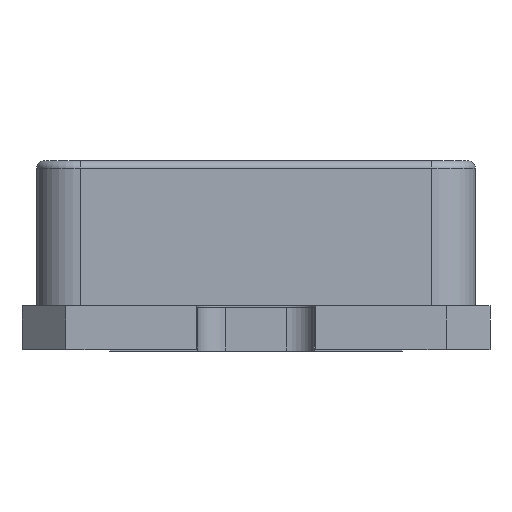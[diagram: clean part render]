
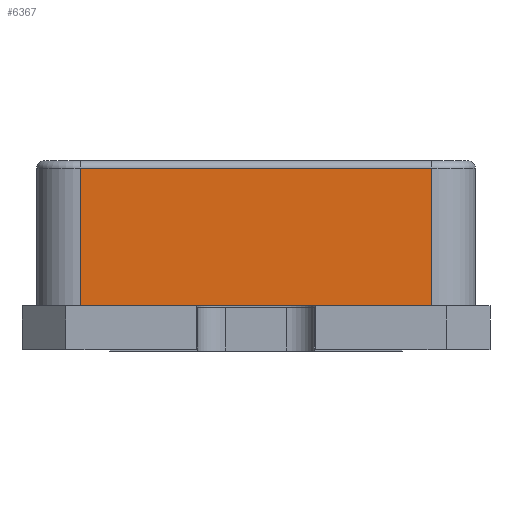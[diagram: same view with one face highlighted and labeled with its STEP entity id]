
A CAD part, left-side view. The second image highlights one B-rep face of the part: STEP entity #6367.
In plain terms, the highlighted planar face has unit normal (-1, 0, 0).
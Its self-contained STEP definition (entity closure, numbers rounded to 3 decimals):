
#89 = VECTOR ( 'NONE', #2201, 1000. ) ;
#125 = ORIENTED_EDGE ( 'NONE', *, *, #4885, .T. ) ;
#420 = VERTEX_POINT ( 'NONE', #4917 ) ;
#430 = DIRECTION ( 'NONE',  ( 1., 0., 0. ) ) ;
#715 = CARTESIAN_POINT ( 'NONE',  ( -2.15, -1.2, 1.3 ) ) ;
#1092 = CARTESIAN_POINT ( 'NONE',  ( -2.15, 1.2, 1.25 ) ) ;
#1094 = DIRECTION ( 'NONE',  ( 0., 1., 0. ) ) ;
#1184 = LINE ( 'NONE', #6391, #2658 ) ;
#1378 = DIRECTION ( 'NONE',  ( 0., 1., 0. ) ) ;
#1440 = CARTESIAN_POINT ( 'NONE',  ( -2.15, 1.2, 1.3 ) ) ;
#1753 = DIRECTION ( 'NONE',  ( 0., -1., 0. ) ) ;
#2140 = EDGE_LOOP ( 'NONE', ( #5432, #4398, #5850, #125 ) ) ;
#2201 = DIRECTION ( 'NONE',  ( 0., 0., -1. ) ) ;
#2416 = VERTEX_POINT ( 'NONE', #6383 ) ;
#2658 = VECTOR ( 'NONE', #1753, 1000. ) ;
#3175 = LINE ( 'NONE', #3217, #5991 ) ;
#3176 = VERTEX_POINT ( 'NONE', #3759 ) ;
#3217 = CARTESIAN_POINT ( 'NONE',  ( -2.15, 1.2, 1.25 ) ) ;
#3606 = EDGE_CURVE ( 'NONE', #4036, #2416, #5946, .T. ) ;
#3759 = CARTESIAN_POINT ( 'NONE',  ( -2.15, -1.2, 0.31 ) ) ;
#3959 = CARTESIAN_POINT ( 'NONE',  ( -2.15, 1.2, 1.3 ) ) ;
#4036 = VERTEX_POINT ( 'NONE', #1092 ) ;
#4394 = AXIS2_PLACEMENT_3D ( 'NONE', #1440, #430, #1378 ) ;
#4398 = ORIENTED_EDGE ( 'NONE', *, *, #5290, .T. ) ;
#4885 = EDGE_CURVE ( 'NONE', #2416, #3176, #1184, .T. ) ;
#4917 = CARTESIAN_POINT ( 'NONE',  ( -2.15, -1.2, 1.25 ) ) ;
#5290 = EDGE_CURVE ( 'NONE', #420, #4036, #3175, .T. ) ;
#5349 = LINE ( 'NONE', #715, #89 ) ;
#5432 = ORIENTED_EDGE ( 'NONE', *, *, #5654, .F. ) ;
#5654 = EDGE_CURVE ( 'NONE', #420, #3176, #5349, .T. ) ;
#5850 = ORIENTED_EDGE ( 'NONE', *, *, #3606, .T. ) ;
#5946 = LINE ( 'NONE', #3959, #6403 ) ;
#5991 = VECTOR ( 'NONE', #1094, 1000. ) ;
#6011 = PLANE ( 'NONE',  #4394 ) ;
#6078 = FACE_OUTER_BOUND ( 'NONE', #2140, .T. ) ;
#6367 = ADVANCED_FACE ( 'NONE', ( #6078 ), #6011, .F. ) ;
#6383 = CARTESIAN_POINT ( 'NONE',  ( -2.15, 1.2, 0.31 ) ) ;
#6391 = CARTESIAN_POINT ( 'NONE',  ( -2.15, 1.2, 0.31 ) ) ;
#6403 = VECTOR ( 'NONE', #6538, 1000. ) ;
#6538 = DIRECTION ( 'NONE',  ( 0., 0., -1. ) ) ;
